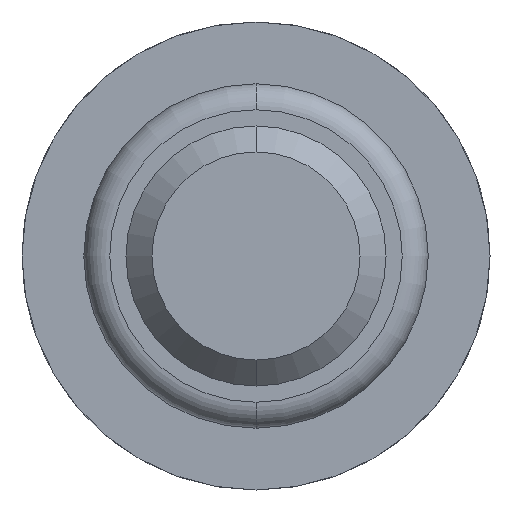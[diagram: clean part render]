
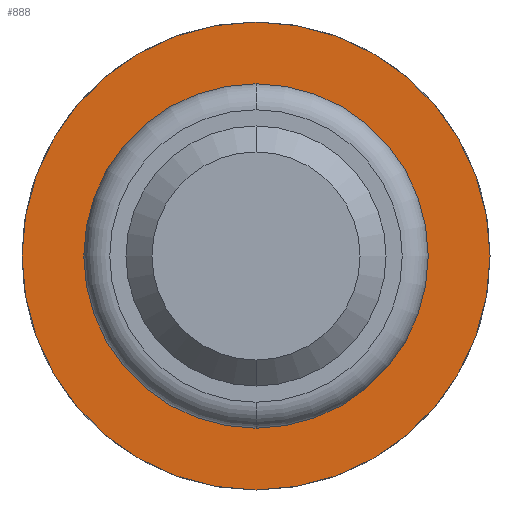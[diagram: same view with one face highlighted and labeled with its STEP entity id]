
A CAD part, front view. The second image highlights one B-rep face of the part: STEP entity #888.
In plain terms, the highlighted planar face has unit normal (0, -1, 0).
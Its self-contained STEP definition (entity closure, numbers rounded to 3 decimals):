
#90 = DIRECTION ( 'NONE',  ( 0., 0., 1. ) ) ;
#258 = AXIS2_PLACEMENT_3D ( 'NONE', #471, #3668, #864 ) ;
#320 = FACE_OUTER_BOUND ( 'NONE', #2135, .T. ) ;
#419 = AXIS2_PLACEMENT_3D ( 'NONE', #1497, #4767, #90 ) ;
#471 = CARTESIAN_POINT ( 'NONE',  ( 0., -1.8, 0. ) ) ;
#559 = CARTESIAN_POINT ( 'NONE',  ( 0., -1.8, 0. ) ) ;
#597 = DIRECTION ( 'NONE',  ( 0., 1., 0. ) ) ;
#676 = EDGE_CURVE ( 'Defeature ausgef�hrt4_13+Defeature ausgef�hrt4_14+Defeature ausgef�hrt4_14+Defeature ausgef�hrt4_14', #887, #1614, #2350, .T. ) ;
#864 = DIRECTION ( 'NONE',  ( 0., 0., 1. ) ) ;
#877 = CARTESIAN_POINT ( 'NONE',  ( 0., -1.8, -1.8 ) ) ;
#887 = VERTEX_POINT ( 'NONE', #4613 ) ;
#888 = ADVANCED_FACE ( 'Defeature ausgef�hrt4_13', ( #320, #2073 ), #4218, .F. ) ;
#975 = AXIS2_PLACEMENT_3D ( 'NONE', #559, #2210, #3416 ) ;
#1146 = CIRCLE ( 'NONE', #419, 1.8 ) ;
#1231 = ORIENTED_EDGE ( 'NONE', *, *, #676, .T. ) ;
#1497 = CARTESIAN_POINT ( 'NONE',  ( 0., -1.8, 0. ) ) ;
#1614 = VERTEX_POINT ( 'NONE', #4886 ) ;
#1699 = VERTEX_POINT ( 'NONE', #877 ) ;
#2073 = FACE_BOUND ( 'NONE', #4733, .T. ) ;
#2135 = EDGE_LOOP ( 'NONE', ( #4736, #4599 ) ) ;
#2210 = DIRECTION ( 'NONE',  ( 0., 1., 0. ) ) ;
#2248 = EDGE_CURVE ( 'Defeature ausgef�hrt4_12+Defeature ausgef�hrt4_13+Defeature ausgef�hrt4_13+Defeature ausgef�hrt4_13', #3731, #1699, #1146, .T. ) ;
#2282 = CARTESIAN_POINT ( 'NONE',  ( 0., -1.8, 0. ) ) ;
#2325 = AXIS2_PLACEMENT_3D ( 'NONE', #3413, #597, #4264 ) ;
#2350 = CIRCLE ( 'NONE', #258, 1.325 ) ;
#2385 = CIRCLE ( 'NONE', #3058, 1.325 ) ;
#3058 = AXIS2_PLACEMENT_3D ( 'NONE', #2282, #4269, #3074 ) ;
#3074 = DIRECTION ( 'NONE',  ( 0., 0., 1. ) ) ;
#3106 = CARTESIAN_POINT ( 'NONE',  ( 0., -1.8, 1.8 ) ) ;
#3117 = EDGE_CURVE ( 'Defeature ausgef�hrt4_13+Defeature ausgef�hrt4_14+Defeature ausgef�hrt4_14+Defeature ausgef�hrt4_14', #1614, #887, #2385, .T. ) ;
#3327 = EDGE_CURVE ( 'Defeature ausgef�hrt4_12+Defeature ausgef�hrt4_13+Defeature ausgef�hrt4_13+Defeature ausgef�hrt4_13', #1699, #3731, #3445, .T. ) ;
#3413 = CARTESIAN_POINT ( 'NONE',  ( 1.8, -1.8, 0. ) ) ;
#3416 = DIRECTION ( 'NONE',  ( 0., 0., 1. ) ) ;
#3445 = CIRCLE ( 'NONE', #975, 1.8 ) ;
#3668 = DIRECTION ( 'NONE',  ( 0., 1., 0. ) ) ;
#3731 = VERTEX_POINT ( 'NONE', #3106 ) ;
#4218 = PLANE ( 'NONE',  #2325 ) ;
#4264 = DIRECTION ( 'NONE',  ( 0., 0., 1. ) ) ;
#4269 = DIRECTION ( 'NONE',  ( 0., 1., 0. ) ) ;
#4599 = ORIENTED_EDGE ( 'NONE', *, *, #3327, .F. ) ;
#4613 = CARTESIAN_POINT ( 'NONE',  ( 0., -1.8, 1.325 ) ) ;
#4616 = ORIENTED_EDGE ( 'NONE', *, *, #3117, .T. ) ;
#4733 = EDGE_LOOP ( 'NONE', ( #1231, #4616 ) ) ;
#4736 = ORIENTED_EDGE ( 'NONE', *, *, #2248, .F. ) ;
#4767 = DIRECTION ( 'NONE',  ( 0., 1., 0. ) ) ;
#4886 = CARTESIAN_POINT ( 'NONE',  ( 0., -1.8, -1.325 ) ) ;
